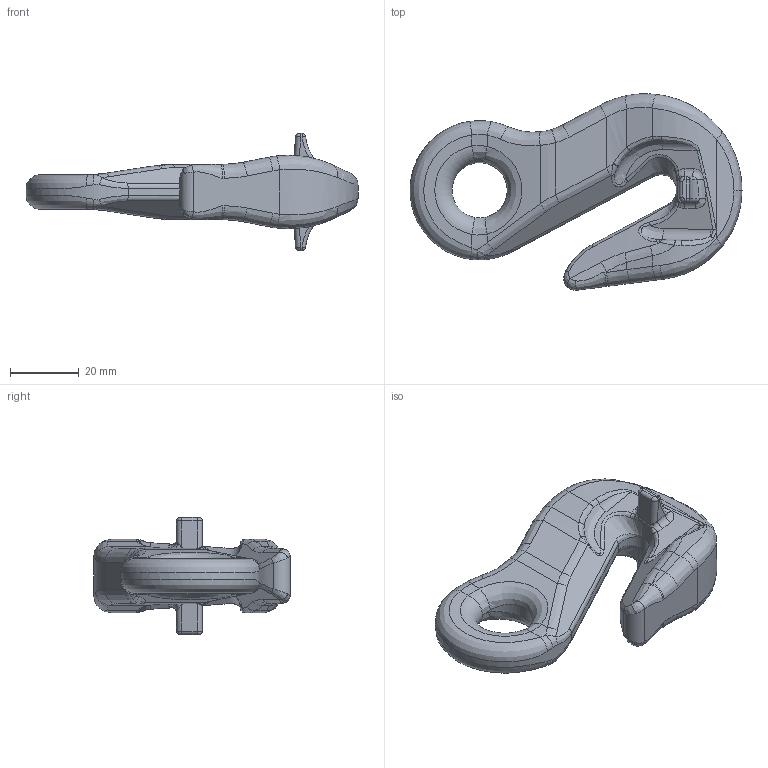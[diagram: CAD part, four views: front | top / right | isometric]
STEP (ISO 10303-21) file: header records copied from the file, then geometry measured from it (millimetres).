
FILE_DESCRIPTION(/* description */ (''),/* implementation_level */ '2;1');
FILE_NAME(/* name */ 'pewag_PW_7_8.stp',/* time_stamp */ '2024-12-05T14:53:26+01:00',/* author */ (''),/* organization */ (''),/* preprocessor_version */ 'ST-DEVELOPER v16',/* originating_system */ 'SIEMENS PLM Software NX 11.0',/* authorisation */ '');
FILE_SCHEMA (('AUTOMOTIVE_DESIGN { 1 0 10303 214 3 1 1 1 }'));
Length unit declared in the file: millimetre
Products named in the file (1): KSE6C88CB39v4w4
Bounding box: 96.3 x 57 x 34 mm (x, y, z)
Volume: 45473.2 mm3; surface area: 11107.7 mm2
Topology: 1 solids, 1 shells, 247 faces, 574 edges, 320 vertices
Faces by surface type: bspline 162, cylinder 42, plane 32, torus 5, sphere 4, extrusion 2
Entity records: 11830 total; most frequent: CARTESIAN_POINT 7532, ORIENTED_EDGE 1134, EDGE_CURVE 567, DIRECTION 567, VERTEX_POINT 320, B_SPLINE_CURVE_WITH_KNOTS 278, ADVANCED_FACE 247, FACE_OUTER_BOUND 247
